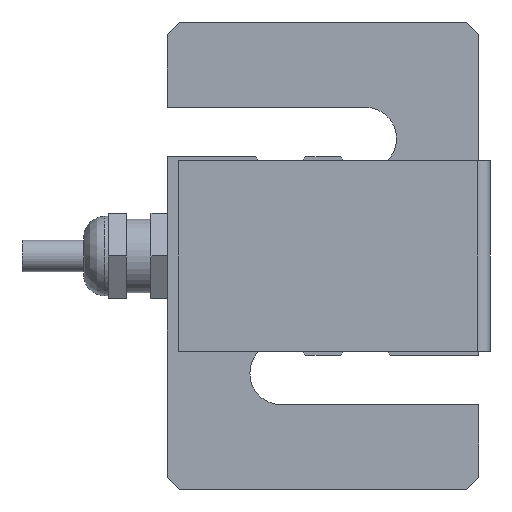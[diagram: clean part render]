
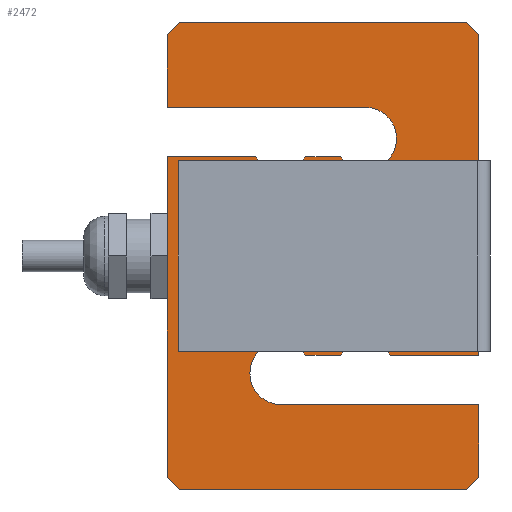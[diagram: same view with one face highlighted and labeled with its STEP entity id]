
A CAD part, front view. The second image highlights one B-rep face of the part: STEP entity #2472.
In plain terms, the highlighted planar face has unit normal (0, -1, 0).
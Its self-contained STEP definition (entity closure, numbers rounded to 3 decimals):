
#197=PLANE('',#2668);
#334=FACE_OUTER_BOUND('',#490,.T.);
#490=EDGE_LOOP('',(#2109,#2110,#2111,#2112,#2113,#2114,#2115,#2116,#2117,
#2118,#2119,#2120,#2121,#2122,#2123,#2124,#2125,#2126,#2127,#2128,#2129,
#2130,#2131,#2132));
#659=LINE('',#7855,#857);
#664=LINE('',#9541,#862);
#669=LINE('',#9551,#867);
#670=LINE('',#9554,#868);
#671=LINE('',#9556,#869);
#672=LINE('',#9560,#870);
#673=LINE('',#9564,#871);
#674=LINE('',#9568,#872);
#675=LINE('',#9570,#873);
#676=LINE('',#9571,#874);
#677=LINE('',#9573,#875);
#678=LINE('',#9575,#876);
#679=LINE('',#9577,#877);
#680=LINE('',#9581,#878);
#681=LINE('',#9585,#879);
#682=LINE('',#9589,#880);
#683=LINE('',#9591,#881);
#684=LINE('',#9592,#882);
#857=VECTOR('',#3137,10.);
#862=VECTOR('',#3152,10.);
#867=VECTOR('',#3161,10.);
#868=VECTOR('',#3164,10.);
#869=VECTOR('',#3165,10.);
#870=VECTOR('',#3168,10.);
#871=VECTOR('',#3171,10.);
#872=VECTOR('',#3174,10.);
#873=VECTOR('',#3175,10.);
#874=VECTOR('',#3176,10.);
#875=VECTOR('',#3177,10.);
#876=VECTOR('',#3178,10.);
#877=VECTOR('',#3179,10.);
#878=VECTOR('',#3182,10.);
#879=VECTOR('',#3185,10.);
#880=VECTOR('',#3188,10.);
#881=VECTOR('',#3189,10.);
#882=VECTOR('',#3190,10.);
#958=CIRCLE('',#2669,5.);
#959=CIRCLE('',#2670,5.);
#960=CIRCLE('',#2671,5.);
#961=CIRCLE('',#2672,5.);
#962=CIRCLE('',#2673,5.);
#963=CIRCLE('',#2674,5.);
#1145=VERTEX_POINT('',#7851);
#1147=VERTEX_POINT('',#7854);
#1153=VERTEX_POINT('',#9537);
#1155=VERTEX_POINT('',#9540);
#1158=VERTEX_POINT('',#9549);
#1159=VERTEX_POINT('',#9553);
#1160=VERTEX_POINT('',#9555);
#1161=VERTEX_POINT('',#9557);
#1162=VERTEX_POINT('',#9559);
#1163=VERTEX_POINT('',#9561);
#1164=VERTEX_POINT('',#9563);
#1165=VERTEX_POINT('',#9565);
#1166=VERTEX_POINT('',#9567);
#1167=VERTEX_POINT('',#9569);
#1168=VERTEX_POINT('',#9572);
#1169=VERTEX_POINT('',#9574);
#1170=VERTEX_POINT('',#9576);
#1171=VERTEX_POINT('',#9578);
#1172=VERTEX_POINT('',#9580);
#1173=VERTEX_POINT('',#9582);
#1174=VERTEX_POINT('',#9584);
#1175=VERTEX_POINT('',#9586);
#1176=VERTEX_POINT('',#9588);
#1177=VERTEX_POINT('',#9590);
#1468=EDGE_CURVE('',#1147,#1145,#659,.T.);
#1484=EDGE_CURVE('',#1155,#1153,#664,.T.);
#1489=EDGE_CURVE('',#1158,#1153,#669,.T.);
#1490=EDGE_CURVE('',#1158,#1159,#670,.T.);
#1491=EDGE_CURVE('',#1159,#1160,#671,.T.);
#1492=EDGE_CURVE('',#1161,#1160,#958,.T.);
#1493=EDGE_CURVE('',#1161,#1162,#672,.T.);
#1494=EDGE_CURVE('',#1162,#1163,#959,.T.);
#1495=EDGE_CURVE('',#1163,#1164,#673,.T.);
#1496=EDGE_CURVE('',#1164,#1165,#960,.T.);
#1497=EDGE_CURVE('',#1165,#1166,#674,.T.);
#1498=EDGE_CURVE('',#1166,#1167,#675,.T.);
#1499=EDGE_CURVE('',#1147,#1167,#676,.T.);
#1500=EDGE_CURVE('',#1168,#1145,#677,.T.);
#1501=EDGE_CURVE('',#1168,#1169,#678,.T.);
#1502=EDGE_CURVE('',#1169,#1170,#679,.T.);
#1503=EDGE_CURVE('',#1171,#1170,#961,.T.);
#1504=EDGE_CURVE('',#1171,#1172,#680,.T.);
#1505=EDGE_CURVE('',#1172,#1173,#962,.T.);
#1506=EDGE_CURVE('',#1173,#1174,#681,.T.);
#1507=EDGE_CURVE('',#1174,#1175,#963,.T.);
#1508=EDGE_CURVE('',#1175,#1176,#682,.T.);
#1509=EDGE_CURVE('',#1176,#1177,#683,.T.);
#1510=EDGE_CURVE('',#1155,#1177,#684,.T.);
#2109=ORIENTED_EDGE('',*,*,#1489,.F.);
#2110=ORIENTED_EDGE('',*,*,#1490,.T.);
#2111=ORIENTED_EDGE('',*,*,#1491,.T.);
#2112=ORIENTED_EDGE('',*,*,#1492,.F.);
#2113=ORIENTED_EDGE('',*,*,#1493,.T.);
#2114=ORIENTED_EDGE('',*,*,#1494,.T.);
#2115=ORIENTED_EDGE('',*,*,#1495,.T.);
#2116=ORIENTED_EDGE('',*,*,#1496,.T.);
#2117=ORIENTED_EDGE('',*,*,#1497,.T.);
#2118=ORIENTED_EDGE('',*,*,#1498,.T.);
#2119=ORIENTED_EDGE('',*,*,#1499,.F.);
#2120=ORIENTED_EDGE('',*,*,#1468,.T.);
#2121=ORIENTED_EDGE('',*,*,#1500,.F.);
#2122=ORIENTED_EDGE('',*,*,#1501,.T.);
#2123=ORIENTED_EDGE('',*,*,#1502,.T.);
#2124=ORIENTED_EDGE('',*,*,#1503,.F.);
#2125=ORIENTED_EDGE('',*,*,#1504,.T.);
#2126=ORIENTED_EDGE('',*,*,#1505,.T.);
#2127=ORIENTED_EDGE('',*,*,#1506,.T.);
#2128=ORIENTED_EDGE('',*,*,#1507,.T.);
#2129=ORIENTED_EDGE('',*,*,#1508,.T.);
#2130=ORIENTED_EDGE('',*,*,#1509,.T.);
#2131=ORIENTED_EDGE('',*,*,#1510,.F.);
#2132=ORIENTED_EDGE('',*,*,#1484,.T.);
#2472=ADVANCED_FACE('',(#334),#197,.F.);
#2668=AXIS2_PLACEMENT_3D('',#9552,#3162,#3163);
#2669=AXIS2_PLACEMENT_3D('',#9558,#3166,#3167);
#2670=AXIS2_PLACEMENT_3D('',#9562,#3169,#3170);
#2671=AXIS2_PLACEMENT_3D('',#9566,#3172,#3173);
#2672=AXIS2_PLACEMENT_3D('',#9579,#3180,#3181);
#2673=AXIS2_PLACEMENT_3D('',#9583,#3183,#3184);
#2674=AXIS2_PLACEMENT_3D('',#9587,#3186,#3187);
#3137=DIRECTION('',(1.,0.,0.));
#3152=DIRECTION('',(-1.,0.,0.));
#3161=DIRECTION('',(0.707,0.,0.707));
#3162=DIRECTION('center_axis',(0.,1.,0.));
#3163=DIRECTION('ref_axis',(1.,0.,0.));
#3164=DIRECTION('',(0.,0.,-1.));
#3165=DIRECTION('',(1.,0.,0.));
#3166=DIRECTION('center_axis',(0.,-1.,0.));
#3167=DIRECTION('ref_axis',(0.707,0.,0.707));
#3168=DIRECTION('',(0.,0.,-1.));
#3169=DIRECTION('center_axis',(0.,1.,0.));
#3170=DIRECTION('ref_axis',(1.,0.,0.));
#3171=DIRECTION('',(-1.,0.,0.));
#3172=DIRECTION('center_axis',(0.,1.,0.));
#3173=DIRECTION('ref_axis',(1.,0.,0.));
#3174=DIRECTION('',(-1.,0.,0.));
#3175=DIRECTION('',(0.,0.,-1.));
#3176=DIRECTION('',(-0.707,0.,0.707));
#3177=DIRECTION('',(-0.707,0.,-0.707));
#3178=DIRECTION('',(0.,0.,1.));
#3179=DIRECTION('',(-1.,0.,0.));
#3180=DIRECTION('center_axis',(0.,-1.,0.));
#3181=DIRECTION('ref_axis',(-0.707,0.,-0.707));
#3182=DIRECTION('',(0.,0.,1.));
#3183=DIRECTION('center_axis',(0.,1.,0.));
#3184=DIRECTION('ref_axis',(1.,0.,0.));
#3185=DIRECTION('',(1.,0.,0.));
#3186=DIRECTION('center_axis',(0.,1.,0.));
#3187=DIRECTION('ref_axis',(1.,0.,0.));
#3188=DIRECTION('',(1.,0.,0.));
#3189=DIRECTION('',(0.,0.,1.));
#3190=DIRECTION('',(0.707,0.,-0.707));
#7851=CARTESIAN_POINT('',(23.4,-9.525,-38.1));
#7854=CARTESIAN_POINT('',(-23.4,-9.525,-38.1));
#7855=CARTESIAN_POINT('',(-25.4,-9.525,-38.1));
#9537=CARTESIAN_POINT('',(-23.4,-9.525,38.1));
#9540=CARTESIAN_POINT('',(23.4,-9.525,38.1));
#9541=CARTESIAN_POINT('',(25.4,-9.525,38.1));
#9549=CARTESIAN_POINT('',(-25.4,-9.525,36.1));
#9551=CARTESIAN_POINT('',(-27.575,-9.525,33.925));
#9552=CARTESIAN_POINT('Origin',(0.,-9.525,0.));
#9553=CARTESIAN_POINT('',(-25.4,-9.525,24.22));
#9554=CARTESIAN_POINT('',(-25.4,-9.525,38.1));
#9555=CARTESIAN_POINT('',(6.943,-9.525,24.22));
#9556=CARTESIAN_POINT('',(-25.4,-9.525,24.22));
#9557=CARTESIAN_POINT('',(11.943,-9.525,19.22));
#9558=CARTESIAN_POINT('Origin',(6.943,-9.525,19.22));
#9559=CARTESIAN_POINT('',(11.943,-9.525,19.076));
#9560=CARTESIAN_POINT('',(11.943,-9.525,24.22));
#9561=CARTESIAN_POINT('',(2.839,-9.525,16.22));
#9562=CARTESIAN_POINT('Origin',(6.943,-9.525,19.076));
#9563=CARTESIAN_POINT('',(-2.839,-9.525,16.22));
#9564=CARTESIAN_POINT('',(-25.4,-9.525,16.22));
#9565=CARTESIAN_POINT('',(-11.047,-9.525,16.22));
#9566=CARTESIAN_POINT('Origin',(-6.943,-9.525,19.076));
#9567=CARTESIAN_POINT('',(-25.4,-9.525,16.22));
#9568=CARTESIAN_POINT('',(-25.4,-9.525,16.22));
#9569=CARTESIAN_POINT('',(-25.4,-9.525,-36.1));
#9570=CARTESIAN_POINT('',(-25.4,-9.525,38.1));
#9571=CARTESIAN_POINT('',(-27.575,-9.525,-33.925));
#9572=CARTESIAN_POINT('',(25.4,-9.525,-36.1));
#9573=CARTESIAN_POINT('',(27.575,-9.525,-33.925));
#9574=CARTESIAN_POINT('',(25.4,-9.525,-24.22));
#9575=CARTESIAN_POINT('',(25.4,-9.525,-38.1));
#9576=CARTESIAN_POINT('',(-6.943,-9.525,-24.22));
#9577=CARTESIAN_POINT('',(25.4,-9.525,-24.22));
#9578=CARTESIAN_POINT('',(-11.943,-9.525,-19.22));
#9579=CARTESIAN_POINT('Origin',(-6.943,-9.525,-19.22));
#9580=CARTESIAN_POINT('',(-11.943,-9.525,-19.076));
#9581=CARTESIAN_POINT('',(-11.943,-9.525,-24.22));
#9582=CARTESIAN_POINT('',(-2.839,-9.525,-16.22));
#9583=CARTESIAN_POINT('Origin',(-6.943,-9.525,-19.076));
#9584=CARTESIAN_POINT('',(2.839,-9.525,-16.22));
#9585=CARTESIAN_POINT('',(25.4,-9.525,-16.22));
#9586=CARTESIAN_POINT('',(11.047,-9.525,-16.22));
#9587=CARTESIAN_POINT('Origin',(6.943,-9.525,-19.076));
#9588=CARTESIAN_POINT('',(25.4,-9.525,-16.22));
#9589=CARTESIAN_POINT('',(25.4,-9.525,-16.22));
#9590=CARTESIAN_POINT('',(25.4,-9.525,36.1));
#9591=CARTESIAN_POINT('',(25.4,-9.525,-38.1));
#9592=CARTESIAN_POINT('',(27.575,-9.525,33.925));
